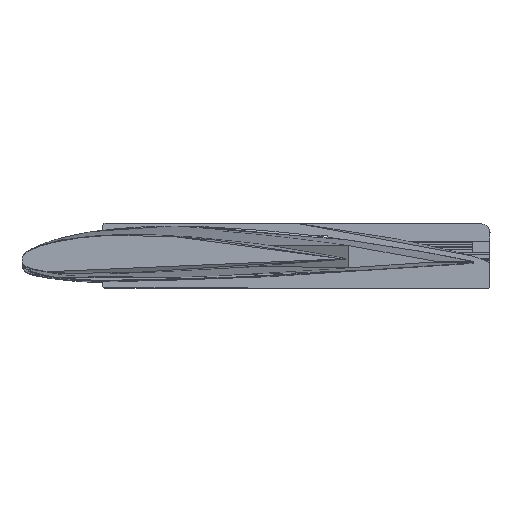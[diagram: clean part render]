
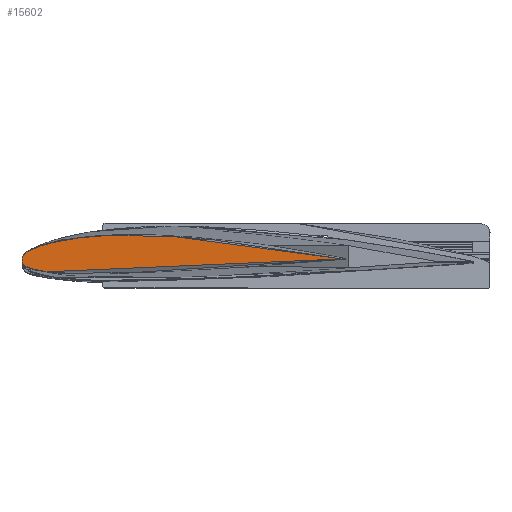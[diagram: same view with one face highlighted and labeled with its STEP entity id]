
A CAD part, top view. The second image highlights one B-rep face of the part: STEP entity #15602.
In plain terms, the highlighted planar face has unit normal (0, 0, 1).
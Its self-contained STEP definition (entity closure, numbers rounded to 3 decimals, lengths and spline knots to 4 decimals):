
#1029=CIRCLE('',#16697,0.223);
#1031=CIRCLE('',#16700,0.0118);
#1739=FACE_OUTER_BOUND('',#2529,.T.);
#2529=EDGE_LOOP('',(#11886,#11887,#11888,#11889));
#6535=B_SPLINE_CURVE_WITH_KNOTS('',4,(#33362,#33363,#33364,#33365,#33366,
#33367,#33368,#33369,#33370),.UNSPECIFIED.,.F.,.F.,(5,1,1,1,1,5),(-1.,-0.5284,
-0.3828,-0.2714,-0.1787,0.),
 .UNSPECIFIED.);
#6537=B_SPLINE_CURVE_WITH_KNOTS('',4,(#33416,#33417,#33418,#33419,#33420,
#33421,#33422,#33423,#33424,#33425,#33426,#33427,#33428),.UNSPECIFIED.,
 .F.,.F.,(5,1,1,1,1,1,1,1,1,5),(-1.,-0.8625,-0.7921,
-0.7173,-0.6393,-0.559,-0.4683,
-0.3683,-0.2611,0.),.UNSPECIFIED.);
#7157=VERTEX_POINT('',#33327);
#7158=VERTEX_POINT('',#33329);
#7160=VERTEX_POINT('',#33360);
#7162=VERTEX_POINT('',#33374);
#8890=EDGE_CURVE('',#7157,#7158,#1029,.T.);
#8894=EDGE_CURVE('',#7160,#7157,#6535,.T.);
#8897=EDGE_CURVE('',#7162,#7160,#1031,.T.);
#8899=EDGE_CURVE('',#7158,#7162,#6537,.T.);
#11886=ORIENTED_EDGE('',*,*,#8899,.F.);
#11887=ORIENTED_EDGE('',*,*,#8890,.F.);
#11888=ORIENTED_EDGE('',*,*,#8894,.F.);
#11889=ORIENTED_EDGE('',*,*,#8897,.F.);
#14976=PLANE('',#16701);
#15602=ADVANCED_FACE('',(#1739),#14976,.F.);
#16697=AXIS2_PLACEMENT_3D('',#33330,#18847,#18848);
#16700=AXIS2_PLACEMENT_3D('',#33376,#18856,#18857);
#16701=AXIS2_PLACEMENT_3D('',#33429,#18858,#18859);
#18847=DIRECTION('center_axis',(0.,0.,
-1.));
#18848=DIRECTION('ref_axis',(-0.647,-0.762,0.));
#18856=DIRECTION('center_axis',(0.,0.,
-1.));
#18857=DIRECTION('ref_axis',(0.406,0.914,0.));
#18858=DIRECTION('center_axis',(0.,0.,
-1.));
#18859=DIRECTION('ref_axis',(-1.,0.,0.));
#33327=CARTESIAN_POINT('',(0.077,-0.1561,36.9173));
#33329=CARTESIAN_POINT('',(0.066,0.1738,36.9173));
#33330=CARTESIAN_POINT('Origin',(0.2214,0.0138,36.9173));
#33360=CARTESIAN_POINT('',(8.8146,-0.0179,36.9173));
#33362=CARTESIAN_POINT('Ctrl Pts',(8.8146,-0.0179,
36.9173));
#33363=CARTESIAN_POINT('Ctrl Pts',(7.8936,-0.0599,
36.9173));
#33364=CARTESIAN_POINT('Ctrl Pts',(5.4187,-0.292,36.9173));
#33365=CARTESIAN_POINT('Ctrl Pts',(2.7944,-0.3763,
36.9173));
#33366=CARTESIAN_POINT('Ctrl Pts',(1.7276,-0.3888,
36.9173));
#33367=CARTESIAN_POINT('Ctrl Pts',(0.9397,-0.359,
36.9173));
#33368=CARTESIAN_POINT('Ctrl Pts',(0.484,-0.3126,
36.9173));
#33369=CARTESIAN_POINT('Ctrl Pts',(0.1326,-0.2054,
36.9173));
#33370=CARTESIAN_POINT('Ctrl Pts',(0.077,-0.1561,
36.9173));
#33374=CARTESIAN_POINT('',(8.8161,0.0043,36.9173));
#33376=CARTESIAN_POINT('Origin',(8.8113,-0.0066,
36.9173));
#33416=CARTESIAN_POINT('Ctrl Pts',(0.066,0.1738,
36.9173));
#33417=CARTESIAN_POINT('Ctrl Pts',(0.1173,0.2313,
36.9173));
#33418=CARTESIAN_POINT('Ctrl Pts',(0.4475,0.3966,
36.9173));
#33419=CARTESIAN_POINT('Ctrl Pts',(0.8913,0.5101,
36.9173));
#33420=CARTESIAN_POINT('Ctrl Pts',(1.5547,0.6196,36.9173));
#33421=CARTESIAN_POINT('Ctrl Pts',(2.1378,0.6707,36.9173));
#33422=CARTESIAN_POINT('Ctrl Pts',(2.7701,0.6963,36.9173));
#33423=CARTESIAN_POINT('Ctrl Pts',(3.5154,0.6836,36.9173));
#33424=CARTESIAN_POINT('Ctrl Pts',(4.1557,0.6535,36.9173));
#33425=CARTESIAN_POINT('Ctrl Pts',(6.1704,0.4807,36.9173));
#33426=CARTESIAN_POINT('Ctrl Pts',(7.2129,0.2986,36.9173));
#33427=CARTESIAN_POINT('Ctrl Pts',(8.3909,0.1017,36.9173));
#33428=CARTESIAN_POINT('Ctrl Pts',(8.8161,0.0043,
36.9173));
#33429=CARTESIAN_POINT('Origin',(4.4108,0.1537,36.9173));
